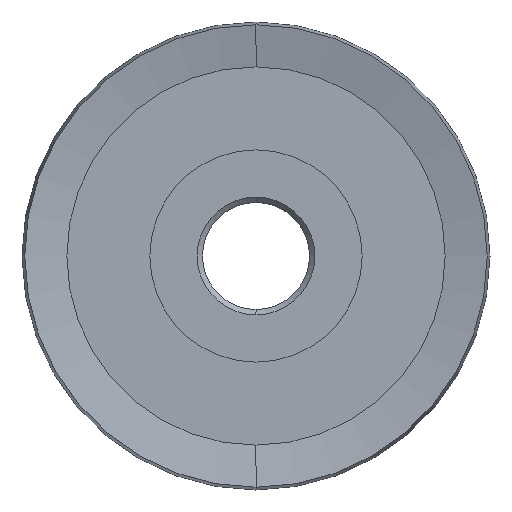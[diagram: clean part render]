
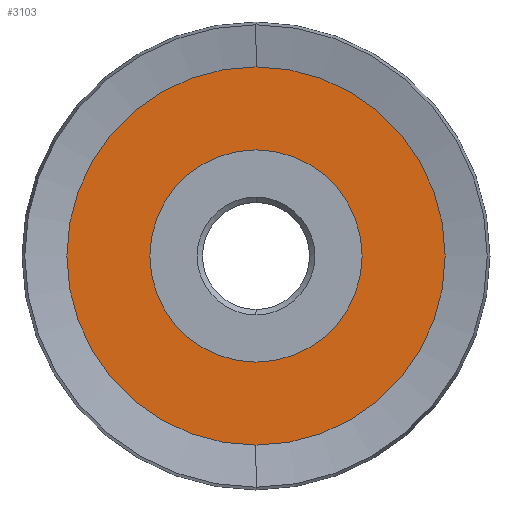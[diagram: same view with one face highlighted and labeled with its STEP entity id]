
A CAD part, left-side view. The second image highlights one B-rep face of the part: STEP entity #3103.
In plain terms, the highlighted planar face has unit normal (-1, 0, 0).
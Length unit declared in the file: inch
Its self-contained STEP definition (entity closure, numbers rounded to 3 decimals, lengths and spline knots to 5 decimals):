
#114 = CARTESIAN_POINT ( 'NONE',  ( 0.0315, 0., 0.248 ) ) ;
#119 = CARTESIAN_POINT ( 'NONE',  ( 0.0315, 0., 0. ) ) ;
#238 = DIRECTION ( 'NONE',  ( 0., 0., 1. ) ) ;
#278 = AXIS2_PLACEMENT_3D ( 'NONE', #2668, #5770, #3116 ) ;
#499 = ORIENTED_EDGE ( 'NONE', *, *, #3759, .T. ) ;
#592 = VERTEX_POINT ( 'NONE', #114 ) ;
#611 = DIRECTION ( 'NONE',  ( 0., 0., 1. ) ) ;
#1213 = CIRCLE ( 'NONE', #3440, 0.44219 ) ;
#1480 = AXIS2_PLACEMENT_3D ( 'NONE', #119, #3393, #611 ) ;
#1491 = FACE_OUTER_BOUND ( 'NONE', #2458, .T. ) ;
#1756 = DIRECTION ( 'NONE',  ( 0., 0., 1. ) ) ;
#1763 = CARTESIAN_POINT ( 'NONE',  ( 0.0315, 0., -0.248 ) ) ;
#2458 = EDGE_LOOP ( 'NONE', ( #4220, #499 ) ) ;
#2640 = CIRCLE ( 'NONE', #3665, 0.248 ) ;
#2668 = CARTESIAN_POINT ( 'NONE',  ( 0.0315, 0., 0. ) ) ;
#2680 = CARTESIAN_POINT ( 'NONE',  ( 0.0315, 0., 0. ) ) ;
#3029 = DIRECTION ( 'NONE',  ( -1., 0., 0. ) ) ;
#3103 = ADVANCED_FACE ( 'NONE', ( #4103, #1491 ), #4041, .T. ) ;
#3116 = DIRECTION ( 'NONE',  ( 0., 0., 1. ) ) ;
#3140 = EDGE_CURVE ( 'NONE', #3768, #4481, #1213, .T. ) ;
#3142 = AXIS2_PLACEMENT_3D ( 'NONE', #5735, #4465, #1756 ) ;
#3144 = DIRECTION ( 'NONE',  ( 0., 0., 1. ) ) ;
#3249 = EDGE_CURVE ( 'NONE', #5880, #592, #5284, .T. ) ;
#3393 = DIRECTION ( 'NONE',  ( -1., 0., 0. ) ) ;
#3394 = EDGE_CURVE ( 'NONE', #592, #5880, #2640, .T. ) ;
#3440 = AXIS2_PLACEMENT_3D ( 'NONE', #2680, #5788, #3144 ) ;
#3665 = AXIS2_PLACEMENT_3D ( 'NONE', #5682, #3029, #238 ) ;
#3759 = EDGE_CURVE ( 'NONE', #4481, #3768, #4274, .T. ) ;
#3768 = VERTEX_POINT ( 'NONE', #4045 ) ;
#3969 = CARTESIAN_POINT ( 'NONE',  ( 0.0315, 0., -0.44219 ) ) ;
#4041 = PLANE ( 'NONE',  #3142 ) ;
#4045 = CARTESIAN_POINT ( 'NONE',  ( 0.0315, 0., 0.44219 ) ) ;
#4061 = EDGE_LOOP ( 'NONE', ( #4544, #4090 ) ) ;
#4090 = ORIENTED_EDGE ( 'NONE', *, *, #3249, .F. ) ;
#4103 = FACE_BOUND ( 'NONE', #4061, .T. ) ;
#4220 = ORIENTED_EDGE ( 'NONE', *, *, #3140, .T. ) ;
#4274 = CIRCLE ( 'NONE', #278, 0.44219 ) ;
#4465 = DIRECTION ( 'NONE',  ( -1., 0., 0. ) ) ;
#4481 = VERTEX_POINT ( 'NONE', #3969 ) ;
#4544 = ORIENTED_EDGE ( 'NONE', *, *, #3394, .F. ) ;
#5284 = CIRCLE ( 'NONE', #1480, 0.248 ) ;
#5682 = CARTESIAN_POINT ( 'NONE',  ( 0.0315, 0., 0. ) ) ;
#5735 = CARTESIAN_POINT ( 'NONE',  ( 0.0315, 0., 0. ) ) ;
#5770 = DIRECTION ( 'NONE',  ( -1., 0., 0. ) ) ;
#5788 = DIRECTION ( 'NONE',  ( -1., 0., 0. ) ) ;
#5880 = VERTEX_POINT ( 'NONE', #1763 ) ;
